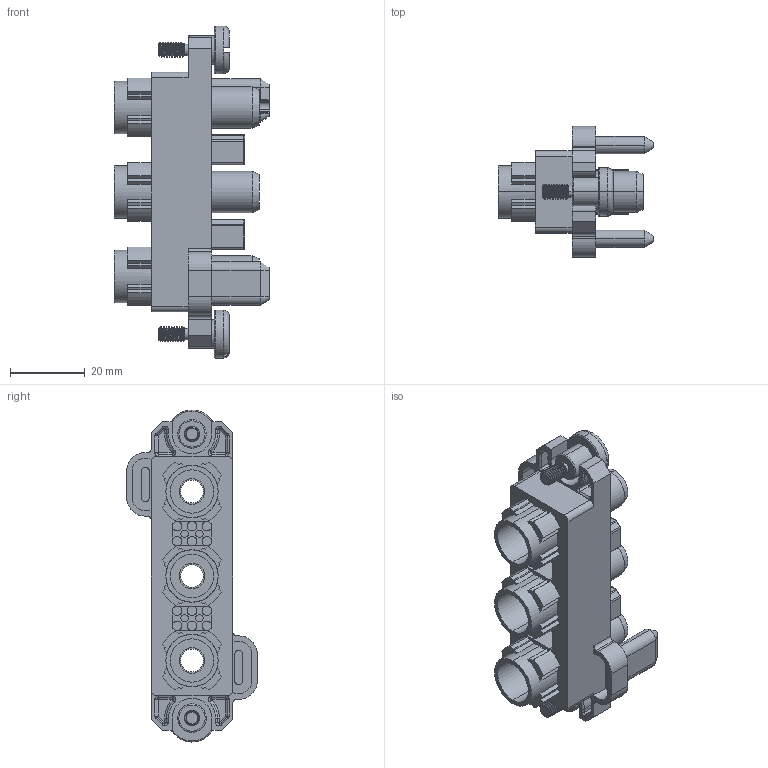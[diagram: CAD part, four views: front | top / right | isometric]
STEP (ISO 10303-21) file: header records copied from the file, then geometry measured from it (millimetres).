
FILE_DESCRIPTION(/* description */ (''),/* implementation_level */ '2;1');
FILE_NAME(/* name */ '1010080000004.stp',/* time_stamp */ '2023-08-02T11:14:56+08:00',/* author */ (''),/* organization */ (''),/* preprocessor_version */ 'ST-DEVELOPER v11',/* originating_system */ 'SIEMENS PLM Software NX 7.5',/* authorisation */ '');
FILE_SCHEMA (('CONFIG_CONTROL_DESIGN'));
Length unit declared in the file: millimetre
Products named in the file (1): 1010080000004_step
Bounding box: 41.5 x 35 x 88.8 mm (x, y, z)
Volume: 29379.9 mm3; surface area: 17284.2 mm2
Topology: 3 solids, 3 shells, 679 faces, 1673 edges, 1036 vertices
Faces by surface type: cylinder 317, plane 234, torus 52, cone 52, sphere 18, bspline 6
Entity records: 23279 total; most frequent: CARTESIAN_POINT 7097, DIRECTION 3533, ORIENTED_EDGE 3302, EDGE_CURVE 1651, AXIS2_PLACEMENT_3D 1364, VERTEX_POINT 1036, LINE 805, VECTOR 805
